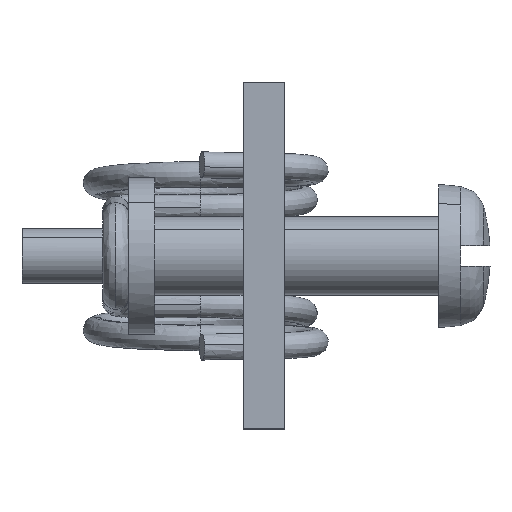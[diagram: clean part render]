
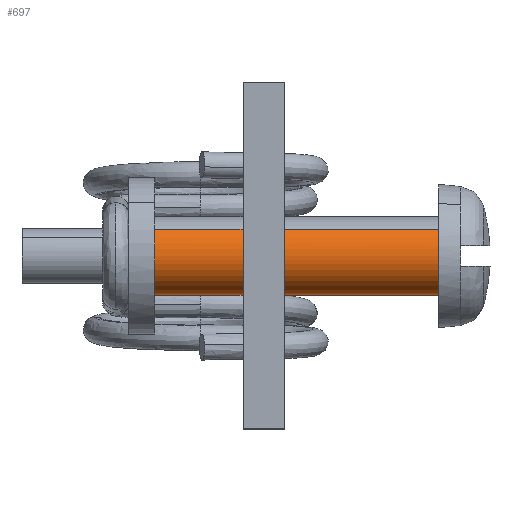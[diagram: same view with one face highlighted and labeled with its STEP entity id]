
A CAD part, top view. The second image highlights one B-rep face of the part: STEP entity #697.
In plain terms, the highlighted free-form (B-spline) face has degree [2, 1] with [5, 2] control points.
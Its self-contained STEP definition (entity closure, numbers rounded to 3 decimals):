
#497=CARTESIAN_POINT('',(-10.9,-1.033,-1.088));
#498=VERTEX_POINT('',#497);
#509=CARTESIAN_POINT('',(-10.9,-1.5,0.));
#510=VERTEX_POINT('',#509);
#511=CARTESIAN_POINT('',(-10.9,-1.033,-1.088));
#512=CARTESIAN_POINT('',(-10.9,-1.102,-1.023));
#513=CARTESIAN_POINT('',(-10.9,-1.24,-0.864));
#514=CARTESIAN_POINT('',(-10.9,-1.385,-0.602));
#515=CARTESIAN_POINT('',(-10.9,-1.479,-0.304));
#516=CARTESIAN_POINT('',(-10.9,-1.5,-0.108));
#517=CARTESIAN_POINT('',(-10.9,-1.5,0.));
#518=B_SPLINE_CURVE_WITH_KNOTS('',3,(#511,#512,#513,#514,#515,#516,#517),.UNSPECIFIED.,.F.,.U.,(4,1,1,1,4),(0.,0.285,0.628,0.894,1.217),.UNSPECIFIED.);
#519=EDGE_CURVE('',#498,#510,#518,.T.);
#521=CARTESIAN_POINT('',(-10.9,0.0,1.5));
#522=VERTEX_POINT('',#521);
#523=CARTESIAN_POINT('',(-10.9,-1.5,0.));
#524=CARTESIAN_POINT('',(-10.9,-1.5,0.135));
#525=CARTESIAN_POINT('',(-10.9,-1.469,0.362));
#526=CARTESIAN_POINT('',(-10.9,-1.351,0.673));
#527=CARTESIAN_POINT('',(-10.9,-1.204,0.909));
#528=CARTESIAN_POINT('',(-10.9,-1.,1.131));
#529=CARTESIAN_POINT('',(-10.9,-0.771,1.299));
#530=CARTESIAN_POINT('',(-10.9,-0.536,1.406));
#531=CARTESIAN_POINT('',(-10.9,-0.288,1.48));
#532=CARTESIAN_POINT('',(-10.9,-0.117,1.5));
#533=CARTESIAN_POINT('',(-10.9,0.0,1.5));
#534=B_SPLINE_CURVE_WITH_KNOTS('',3,(#523,#524,#525,#526,#527,#528,#529,#530,#531,#532,#533),.UNSPECIFIED.,.F.,.U.,(4,1,1,1,1,1,1,1,4),(0.,0.405,0.681,0.994,1.233,1.583,1.841,2.006,2.356),.UNSPECIFIED.);
#535=EDGE_CURVE('',#510,#522,#534,.T.);
#537=CARTESIAN_POINT('',(-10.9,1.033,1.088));
#538=VERTEX_POINT('',#537);
#539=CARTESIAN_POINT('',(-10.9,0.0,1.5));
#540=CARTESIAN_POINT('',(-10.9,0.089,1.5));
#541=CARTESIAN_POINT('',(-10.9,0.261,1.485));
#542=CARTESIAN_POINT('',(-10.9,0.531,1.412));
#543=CARTESIAN_POINT('',(-10.9,0.794,1.285));
#544=CARTESIAN_POINT('',(-10.9,0.959,1.157));
#545=CARTESIAN_POINT('',(-10.9,1.033,1.088));
#546=B_SPLINE_CURVE_WITH_KNOTS('',3,(#539,#540,#541,#542,#543,#544,#545),.UNSPECIFIED.,.F.,.U.,(4,1,1,1,4),(0.,0.267,0.516,0.836,1.139),.UNSPECIFIED.);
#547=EDGE_CURVE('',#522,#538,#546,.T.);
#580=CARTESIAN_POINT('',(0.,1.033,1.088));
#581=VERTEX_POINT('',#580);
#609=CARTESIAN_POINT('',(0.,-1.033,-1.088));
#610=VERTEX_POINT('',#609);
#621=CARTESIAN_POINT('',(0.,-1.033,-1.088));
#622=CARTESIAN_POINT('',(-10.9,-1.033,-1.088));
#623=QUASI_UNIFORM_CURVE('',1,(#621,#622),.UNSPECIFIED.,.F.,.U.);
#624=EDGE_CURVE('',#610,#498,#623,.T.);
#629=CARTESIAN_POINT('',(0.,1.033,1.088));
#630=CARTESIAN_POINT('',(-10.9,1.033,1.088));
#631=QUASI_UNIFORM_CURVE('',1,(#629,#630),.UNSPECIFIED.,.F.,.U.);
#632=EDGE_CURVE('',#581,#538,#631,.T.);
#637=CARTESIAN_POINT('',(0.273,-1.033,-1.088));
#638=CARTESIAN_POINT('',(0.273,-2.121,-0.056));
#639=CARTESIAN_POINT('',(0.273,-1.088,1.033));
#640=CARTESIAN_POINT('',(0.273,-0.056,2.121));
#641=CARTESIAN_POINT('',(0.273,1.033,1.088));
#642=CARTESIAN_POINT('',(-11.179,-1.033,-1.088));
#643=CARTESIAN_POINT('',(-11.179,-2.121,-0.056));
#644=CARTESIAN_POINT('',(-11.179,-1.088,1.033));
#645=CARTESIAN_POINT('',(-11.179,-0.056,2.121));
#646=CARTESIAN_POINT('',(-11.179,1.033,1.088));
#654=(BOUNDED_SURFACE()B_SPLINE_SURFACE(2,1,((#637,#642),(#638,#643),(#639,#644),(#640,#645),(#641,#646)),.UNSPECIFIED.,.F.,.F.,.U.)B_SPLINE_SURFACE_WITH_KNOTS((3,2,3),(2,2),(0.0,1.571,3.142),(0.0,11.452),.UNSPECIFIED.)GEOMETRIC_REPRESENTATION_ITEM()RATIONAL_B_SPLINE_SURFACE(((1.0,1.0),(0.707,0.707),(1.0,1.0),(0.707,0.707),(1.0,1.0)))REPRESENTATION_ITEM('')SURFACE());
#655=CARTESIAN_POINT('',(0.,0.0,1.5));
#656=VERTEX_POINT('',#655);
#657=CARTESIAN_POINT('',(0.,0.0,1.5));
#658=CARTESIAN_POINT('',(0.,0.154,1.5));
#659=CARTESIAN_POINT('',(0.,0.433,1.457));
#660=CARTESIAN_POINT('',(0.,0.78,1.296));
#661=CARTESIAN_POINT('',(0.,0.959,1.157));
#662=CARTESIAN_POINT('',(0.,1.033,1.088));
#663=B_SPLINE_CURVE_WITH_KNOTS('',3,(#657,#658,#659,#660,#661,#662),.UNSPECIFIED.,.F.,.U.,(4,1,1,4),(0.,0.463,0.836,1.139),.UNSPECIFIED.);
#664=EDGE_CURVE('',#656,#581,#663,.T.);
#665=ORIENTED_EDGE('',*,*,#664,.T.);
#666=ORIENTED_EDGE('',*,*,#632,.T.);
#667=ORIENTED_EDGE('',*,*,#547,.F.);
#668=ORIENTED_EDGE('',*,*,#535,.F.);
#669=ORIENTED_EDGE('',*,*,#519,.F.);
#670=ORIENTED_EDGE('',*,*,#624,.F.);
#671=CARTESIAN_POINT('',(0.,-1.5,0.));
#672=VERTEX_POINT('',#671);
#673=CARTESIAN_POINT('',(0.,-1.033,-1.088));
#674=CARTESIAN_POINT('',(0.,-1.143,-0.983));
#675=CARTESIAN_POINT('',(0.,-1.3,-0.781));
#676=CARTESIAN_POINT('',(0.,-1.461,-0.406));
#677=CARTESIAN_POINT('',(0.,-1.5,-0.152));
#678=CARTESIAN_POINT('',(0.,-1.5,0.));
#679=B_SPLINE_CURVE_WITH_KNOTS('',3,(#673,#674,#675,#676,#677,#678),.UNSPECIFIED.,.F.,.U.,(4,1,1,4),(0.,0.457,0.761,1.217),.UNSPECIFIED.);
#680=EDGE_CURVE('',#610,#672,#679,.T.);
#681=ORIENTED_EDGE('',*,*,#680,.T.);
#682=CARTESIAN_POINT('',(0.,-1.5,0.));
#683=CARTESIAN_POINT('',(0.,-1.5,0.135));
#684=CARTESIAN_POINT('',(0.,-1.463,0.405));
#685=CARTESIAN_POINT('',(0.,-1.324,0.729));
#686=CARTESIAN_POINT('',(0.,-1.131,1.));
#687=CARTESIAN_POINT('',(0.,-0.893,1.224));
#688=CARTESIAN_POINT('',(0.,-0.612,1.381));
#689=CARTESIAN_POINT('',(0.,-0.307,1.478));
#690=CARTESIAN_POINT('',(0.,-0.117,1.5));
#691=CARTESIAN_POINT('',(0.,0.0,1.5));
#692=B_SPLINE_CURVE_WITH_KNOTS('',3,(#682,#683,#684,#685,#686,#687,#688,#689,#690,#691),.UNSPECIFIED.,.F.,.U.,(4,1,1,1,1,1,1,4),(0.,0.405,0.81,1.049,1.399,1.786,2.006,2.356),.UNSPECIFIED.);
#693=EDGE_CURVE('',#672,#656,#692,.T.);
#694=ORIENTED_EDGE('',*,*,#693,.T.);
#695=EDGE_LOOP('',(#665,#666,#667,#668,#669,#670,#681,#694));
#696=FACE_OUTER_BOUND('',#695,.T.);
#697=ADVANCED_FACE('',(#696),#654,.T.);
